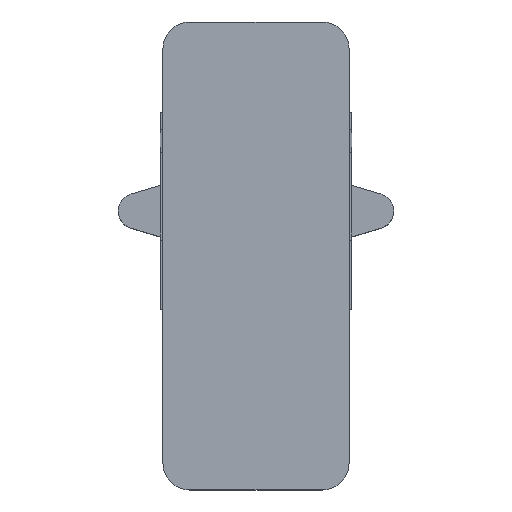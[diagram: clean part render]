
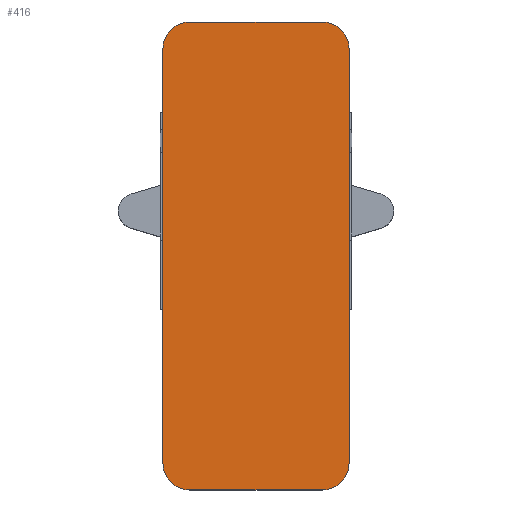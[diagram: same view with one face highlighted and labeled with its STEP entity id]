
A CAD part, top view. The second image highlights one B-rep face of the part: STEP entity #416.
In plain terms, the highlighted planar face has unit normal (0, 0, 1).
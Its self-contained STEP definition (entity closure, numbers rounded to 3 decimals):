
#416=ADVANCED_FACE('',(#1044),#1045,.T.);
#1044=FACE_OUTER_BOUND('',#1700,.T.);
#1045=PLANE('',#1701);
#1700=EDGE_LOOP('',(#4147,#4148,#4149,#4150,#4151,#4152,#4153,#4154));
#1701=AXIS2_PLACEMENT_3D('',#4155,#4156,#4157);
#4147=ORIENTED_EDGE('',*,*,#5155,.F.);
#4148=ORIENTED_EDGE('',*,*,#5157,.T.);
#4149=ORIENTED_EDGE('',*,*,#5158,.T.);
#4150=ORIENTED_EDGE('',*,*,#5159,.T.);
#4151=ORIENTED_EDGE('',*,*,#5160,.T.);
#4152=ORIENTED_EDGE('',*,*,#5161,.T.);
#4153=ORIENTED_EDGE('',*,*,#5162,.F.);
#4154=ORIENTED_EDGE('',*,*,#5163,.T.);
#4155=CARTESIAN_POINT('',(-3.5,7.1,7.6));
#4156=DIRECTION('',(0.,0.,1.0));
#4157=DIRECTION('',(-1.0,0.,0.));
#5155=EDGE_CURVE('',#6504,#6506,#6507,.T.);
#5157=EDGE_CURVE('',#6504,#6509,#6510,.T.);
#5158=EDGE_CURVE('',#6509,#6511,#6512,.T.);
#5159=EDGE_CURVE('',#6511,#6513,#6514,.T.);
#5160=EDGE_CURVE('',#6513,#6515,#6516,.T.);
#5161=EDGE_CURVE('',#6515,#6517,#6518,.T.);
#5162=EDGE_CURVE('',#6519,#6517,#6520,.T.);
#5163=EDGE_CURVE('',#6519,#6506,#6521,.T.);
#6504=VERTEX_POINT('',#8508);
#6506=VERTEX_POINT('',#8511);
#6507=LINE('',#8512,#8513);
#6509=VERTEX_POINT('',#8516);
#6510=CIRCLE('',#8517,1.0);
#6511=VERTEX_POINT('',#8518);
#6512=LINE('',#8519,#8520);
#6513=VERTEX_POINT('',#8521);
#6514=CIRCLE('',#8522,1.0);
#6515=VERTEX_POINT('',#8523);
#6516=LINE('',#8524,#8525);
#6517=VERTEX_POINT('',#8526);
#6518=CIRCLE('',#8527,1.0);
#6519=VERTEX_POINT('',#8528);
#6520=LINE('',#8529,#8530);
#6521=CIRCLE('',#8531,1.0);
#8508=CARTESIAN_POINT('',(-2.5,7.1,7.6));
#8511=CARTESIAN_POINT('',(2.5,7.1,7.6));
#8512=CARTESIAN_POINT('',(-3.5,7.1,7.6));
#8513=VECTOR('',#9775,1000.0);
#8516=CARTESIAN_POINT('',(-3.5,6.1,7.6));
#8517=AXIS2_PLACEMENT_3D('',#9777,#9778,#9779);
#8518=CARTESIAN_POINT('',(-3.5,-9.5,7.6));
#8519=CARTESIAN_POINT('',(-3.5,7.1,7.6));
#8520=VECTOR('',#9780,1000.0);
#8521=CARTESIAN_POINT('',(-2.5,-10.5,7.6));
#8522=AXIS2_PLACEMENT_3D('',#9781,#9782,#9783);
#8523=CARTESIAN_POINT('',(2.5,-10.5,7.6));
#8524=CARTESIAN_POINT('',(-3.5,-10.5,7.6));
#8525=VECTOR('',#9784,1000.0);
#8526=CARTESIAN_POINT('',(3.5,-9.5,7.6));
#8527=AXIS2_PLACEMENT_3D('',#9785,#9786,#9787);
#8528=CARTESIAN_POINT('',(3.5,6.1,7.6));
#8529=CARTESIAN_POINT('',(3.5,7.1,7.6));
#8530=VECTOR('',#9788,1000.0);
#8531=AXIS2_PLACEMENT_3D('',#9789,#9790,#9791);
#9775=DIRECTION('',(1.0,0.,0.));
#9777=CARTESIAN_POINT('',(-2.5,6.1,7.6));
#9778=DIRECTION('',(0.,0.,1.0));
#9779=DIRECTION('',(-1.0,0.,0.));
#9780=DIRECTION('',(0.,-1.0,0.));
#9781=CARTESIAN_POINT('',(-2.5,-9.5,7.6));
#9782=DIRECTION('',(0.,0.,1.0));
#9783=DIRECTION('',(-1.0,0.,0.));
#9784=DIRECTION('',(1.0,0.,0.));
#9785=CARTESIAN_POINT('',(2.5,-9.5,7.6));
#9786=DIRECTION('',(0.,0.,1.0));
#9787=DIRECTION('',(-1.0,0.,0.));
#9788=DIRECTION('',(0.,-1.0,0.));
#9789=CARTESIAN_POINT('',(2.5,6.1,7.6));
#9790=DIRECTION('',(0.,0.,1.0));
#9791=DIRECTION('',(-1.0,0.,0.));
